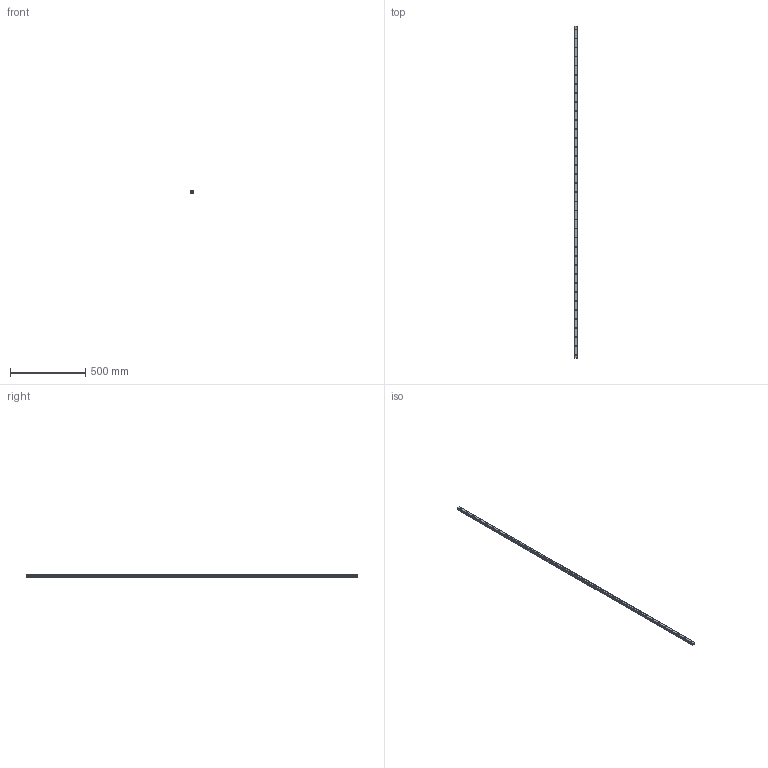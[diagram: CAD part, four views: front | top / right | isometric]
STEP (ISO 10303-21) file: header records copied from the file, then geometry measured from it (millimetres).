
FILE_DESCRIPTION(('STEP AP214'),'1');
FILE_NAME('cctmp_728B9EB6-580E-40AA-8090-E989FEAE861F_2020_5_18_12_20_37_54..stp','2020-05-18T10:20:37',('HIWIN GmbH'),('CADClick - www.CADClick.com'),'Spatial InterOp 3D',' ','unknown authorization');
FILE_SCHEMA(('AUTOMOTIVE_DESIGN'));
Length unit declared in the file: millimetre
Products named in the file (1): HGR20R2200H_FILE
Bounding box: 20 x 2200 x 17.5 mm (x, y, z)
Volume: 628692.6 mm3; surface area: 186872.6 mm2
Topology: 1 solids, 1 shells, 440 faces, 969 edges, 646 vertices
Faces by surface type: cylinder 244, plane 196
Entity records: 15865 total; most frequent: DIRECTION 2339, CARTESIAN_POINT 2056, ORIENTED_EDGE 1938, EDGE_CURVE 969, AXIS2_PLACEMENT_3D 929, VERTEX_POINT 646, EDGE_LOOP 555, CIRCLE 488
